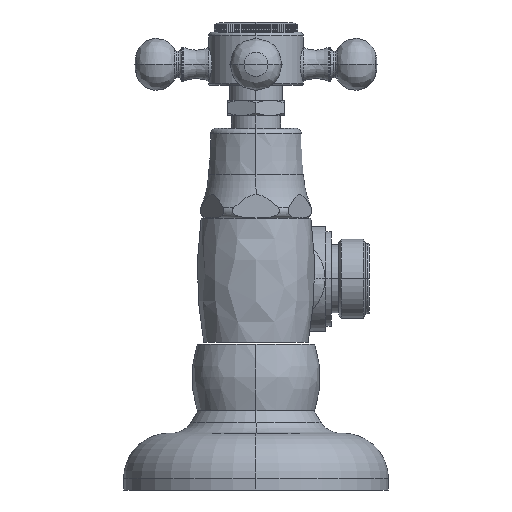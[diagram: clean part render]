
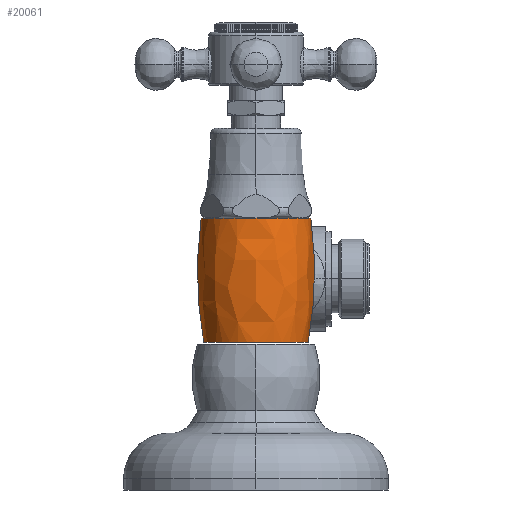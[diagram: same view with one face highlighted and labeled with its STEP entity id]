
A CAD part, left-side view. The second image highlights one B-rep face of the part: STEP entity #20061.
In plain terms, the highlighted free-form (B-spline) face has degree [3, 3] with [7, 4] control points.
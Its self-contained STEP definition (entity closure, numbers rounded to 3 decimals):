
#2196=CARTESIAN_POINT('',(-75.,0.,16.));
#2197=DIRECTION('',(0.,0.,-1.));
#2198=DIRECTION('',(0.,-1.,0.));
#2199=AXIS2_PLACEMENT_3D('',#2196,#2197,#2198);
#2216=CARTESIAN_POINT('',(-75.,85.405,1.725));
#2217=DIRECTION('',(-1.,0.,0.));
#2218=DIRECTION('',(0.,-0.983,-0.184));
#2219=AXIS2_PLACEMENT_3D('',#2216,#2217,#2218);
#2221=CARTESIAN_POINT('',(-75.,0.,-16.8));
#2222=DIRECTION('',(0.,0.,-1.));
#2223=DIRECTION('',(0.,-1.,0.));
#2224=AXIS2_PLACEMENT_3D('',#2221,#2222,#2223);
#2226=CARTESIAN_POINT('',(-75.,-85.405,1.725));
#2227=DIRECTION('',(1.,0.,0.));
#2228=DIRECTION('',(0.,0.983,-0.184));
#2229=AXIS2_PLACEMENT_3D('',#2226,#2227,#2228);
#15624=CARTESIAN_POINT('',(-75.,-13.8,-16.8));
#15625=CARTESIAN_POINT('',(-75.,-14.5,16.));
#15626=VERTEX_POINT('',#15624);
#15627=VERTEX_POINT('',#15625);
#15628=CARTESIAN_POINT('',(-75.,13.8,-16.8));
#15629=CARTESIAN_POINT('',(-75.,14.5,16.));
#15630=VERTEX_POINT('',#15628);
#15631=VERTEX_POINT('',#15629);
#20023=CARTESIAN_POINT('',(-74.141,13.65,
-17.447));
#20024=CARTESIAN_POINT('',(-74.004,15.826,
-6.177));
#20025=CARTESIAN_POINT('',(-73.989,16.071,
5.299));
#20026=CARTESIAN_POINT('',(-74.096,14.376,
16.652));
#20027=CARTESIAN_POINT('',(-82.541,14.178,
-17.447));
#20028=CARTESIAN_POINT('',(-83.744,16.439,
-6.177));
#20029=CARTESIAN_POINT('',(-83.879,16.693,
5.299));
#20030=CARTESIAN_POINT('',(-82.943,14.933,
16.652));
#20031=CARTESIAN_POINT('',(-88.677,8.417,
-17.447));
#20032=CARTESIAN_POINT('',(-90.858,9.759,
-6.177));
#20033=CARTESIAN_POINT('',(-91.103,9.909,
5.299));
#20034=CARTESIAN_POINT('',(-89.405,8.865,
16.652));
#20035=CARTESIAN_POINT('',(-88.677,0.,
-17.447));
#20036=CARTESIAN_POINT('',(-90.858,0.,
-6.177));
#20037=CARTESIAN_POINT('',(-91.103,0.,
5.299));
#20038=CARTESIAN_POINT('',(-89.405,0.,
16.652));
#20039=CARTESIAN_POINT('',(-88.677,-8.417,
-17.447));
#20040=CARTESIAN_POINT('',(-90.858,-9.759,
-6.177));
#20041=CARTESIAN_POINT('',(-91.103,-9.909,
5.299));
#20042=CARTESIAN_POINT('',(-89.405,-8.865,
16.652));
#20043=CARTESIAN_POINT('',(-82.541,-14.178,
-17.447));
#20044=CARTESIAN_POINT('',(-83.744,-16.439,
-6.177));
#20045=CARTESIAN_POINT('',(-83.879,-16.693,
5.299));
#20046=CARTESIAN_POINT('',(-82.943,-14.933,
16.652));
#20047=CARTESIAN_POINT('',(-74.141,-13.65,
-17.447));
#20048=CARTESIAN_POINT('',(-74.004,-15.826,
-6.177));
#20049=CARTESIAN_POINT('',(-73.989,-16.071,
5.299));
#20050=CARTESIAN_POINT('',(-74.096,-14.376,
16.652));
#20051=(BOUNDED_SURFACE()B_SPLINE_SURFACE(3,3,((#20023,#20024,#20025,#20026),(
#20027,#20028,#20029,#20030),(#20031,#20032,#20033,#20034),(#20035,#20036,
#20037,#20038),(#20039,#20040,#20041,#20042),(#20043,#20044,#20045,#20046),(
#20047,#20048,#20049,#20050)),.UNSPECIFIED.,.F.,.F.,.F.)B_SPLINE_SURFACE_WITH_KNOTS((4,3,4),(4,4),(0.,1.,2.),(0.,1.),.UNSPECIFIED.)GEOMETRIC_REPRESENTATION_ITEM()RATIONAL_B_SPLINE_SURFACE(((1.196,1.184,
1.184,1.196),(0.944,0.935,
0.935,0.944),(0.944,0.935,
0.935,0.944),(1.196,1.184,
1.184,1.196),(0.944,0.935,
0.935,0.944),(0.944,0.935,
0.935,0.944),(1.196,1.184,
1.184,1.196)))REPRESENTATION_ITEM('')SURFACE());
#20053=ORIENTED_EDGE('',*,*,#20052,.F.);
#20055=ORIENTED_EDGE('',*,*,#20054,.T.);
#20057=ORIENTED_EDGE('',*,*,#20056,.T.);
#20058=ORIENTED_EDGE('',*,*,#20004,.F.);
#20059=EDGE_LOOP('',(#20053,#20055,#20057,#20058));
#20060=FACE_OUTER_BOUND('',#20059,.F.);
#20061=ADVANCED_FACE('',(#20060),#20051,.T.);
#2200=CIRCLE('',#2199,14.5);
#2220=CIRCLE('',#2219,100.92);
#2225=CIRCLE('',#2224,13.8);
#2230=CIRCLE('',#2229,100.92);
#20004=EDGE_CURVE('',#15627,#15631,#2200,.T.);
#20052=EDGE_CURVE('',#15626,#15627,#2220,.T.);
#20054=EDGE_CURVE('',#15626,#15630,#2225,.T.);
#20056=EDGE_CURVE('',#15630,#15631,#2230,.T.);
